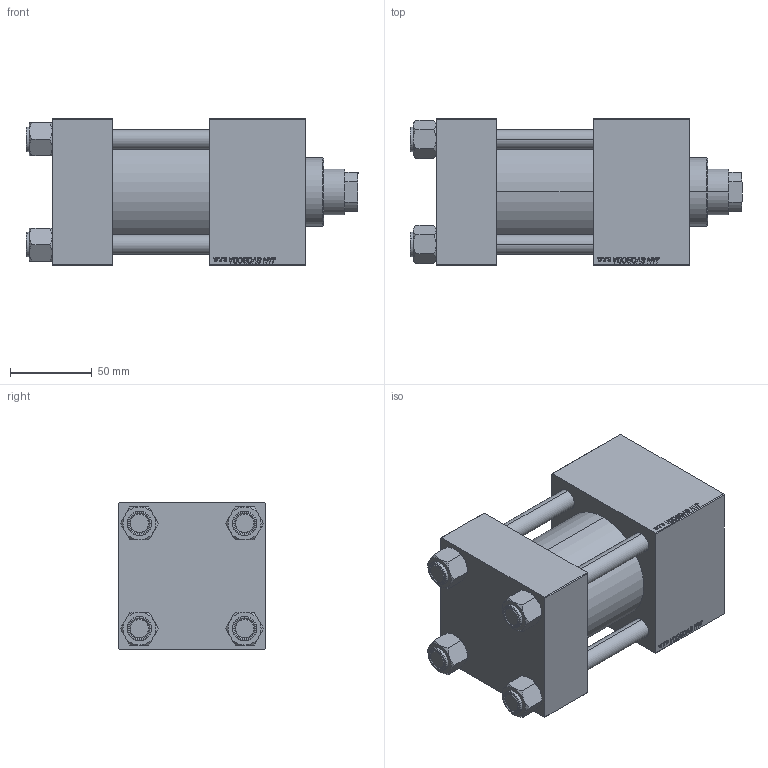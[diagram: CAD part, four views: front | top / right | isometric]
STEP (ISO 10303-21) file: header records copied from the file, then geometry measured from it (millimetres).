
FILE_DESCRIPTION (( 'STEP AP203' ), '1' );
FILE_NAME ('7ad2.STEP', '2023-05-12T10:32:09', ( '' ), ( '' ), 'SwSTEP 2.0', 'SolidWorks 2019', '' );
FILE_SCHEMA (( 'CONFIG_CONTROL_DESIGN' ));
Length unit declared in the file: millimetre
Products named in the file (6): V215CD_Body_C 34aa3cbe5fad23b20d67c9d8a551c6e1; V215CD_C_TYCINKA 34aa3cbe5fad23b20d67c9d8a551c6e1; V215CD_VCP_C 34aa3cbe5fad23b20d67c9d8a551c6e1; V215CD_VC_C 34aa3cbe5fad23b20d67c9d8a551c6e1; NUT_M5_V215CD_C 34aa3cbe5fad23b20d67c9d8a551c6e1; 7ad2
Assembly tree (11 placements, depth 2):
  7ad2
    V215CD_Body_C 34aa3cbe5fad23b20d67c9d8a551c6e1
    V215CD_VC_C 34aa3cbe5fad23b20d67c9d8a551c6e1
    V215CD_VCP_C 34aa3cbe5fad23b20d67c9d8a551c6e1
    V215CD_C_TYCINKA 34aa3cbe5fad23b20d67c9d8a551c6e1  x4
    NUT_M5_V215CD_C 34aa3cbe5fad23b20d67c9d8a551c6e1  x4
Bounding box: 203 x 90 x 90 mm (x, y, z)
Volume: 946762.1 mm3; surface area: 179133.8 mm2
Topology: 11 solids, 11 shells, 1149 faces, 2878 edges, 1867 vertices
Faces by surface type: plane 526, bspline 392, cone 136, cylinder 87, torus 8
Entity records: 50249 total; most frequent: CARTESIAN_POINT 27116, ORIENTED_EDGE 5248, DIRECTION 3308, EDGE_CURVE 2624, VERTEX_POINT 1723, VECTOR 1592, LINE 1592, EDGE_LOOP 1157
